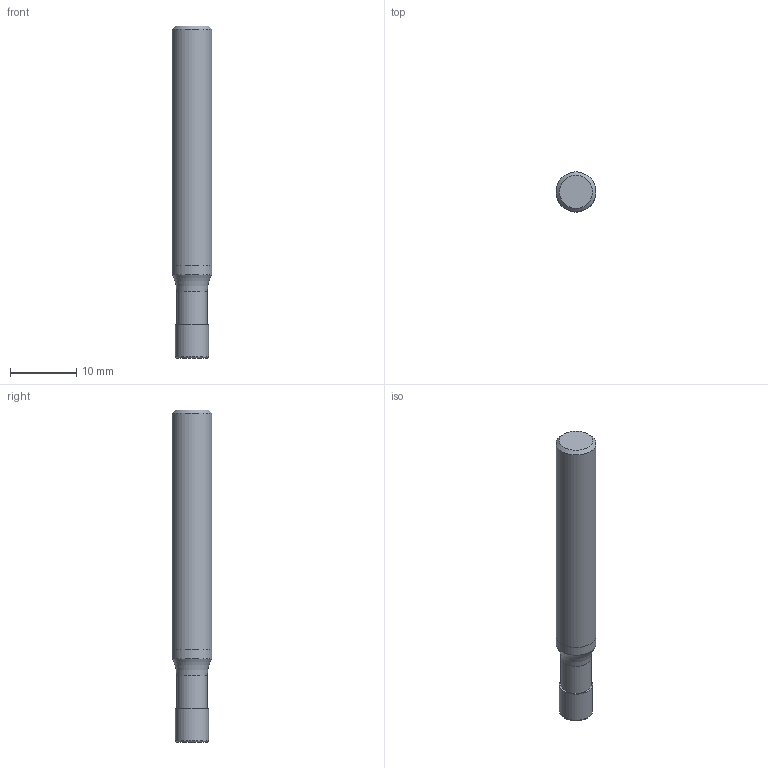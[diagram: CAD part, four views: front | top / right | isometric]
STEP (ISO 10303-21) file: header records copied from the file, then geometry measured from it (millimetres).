
FILE_DESCRIPTION(/* description */ (''),/* implementation_level */ '2;1');
FILE_NAME(/* name */ '170050R020.0-MEGA-64W.stp',/* time_stamp */ '2017-12-13T13:51:43+05:00',/* author */ (''),/* organization */ (''),/* preprocessor_version */ 'ST-DEVELOPER v16',/* originating_system */ 'SIEMENS PLM Software NX 11.0',/* authorisation */ '');
FILE_SCHEMA (('AUTOMOTIVE_DESIGN { 1 0 10303 214 3 1 1 1 }'));
Length unit declared in the file: millimetre
Products named in the file (1): 170050R020.0-MEGA-64W
Bounding box: 6 x 6 x 50 mm (x, y, z)
Volume: 1289.2 mm3; surface area: 1032.8 mm2
Topology: 3 solids, 3 shells, 13 faces, 19 edges, 12 vertices
Faces by surface type: plane 6, cylinder 4, torus 2, cone 1
Full cylindrical faces by diameter (mm): 4.6 x1, 5 x1, 6 x2
Entity records: 314 total; most frequent: DIRECTION 56, CARTESIAN_POINT 38, AXIS2_PLACEMENT_3D 28, EDGE_LOOP 20, ORIENTED_EDGE 20, FACE_BOUND 14, ADVANCED_FACE 13, VERTEX_POINT 10
